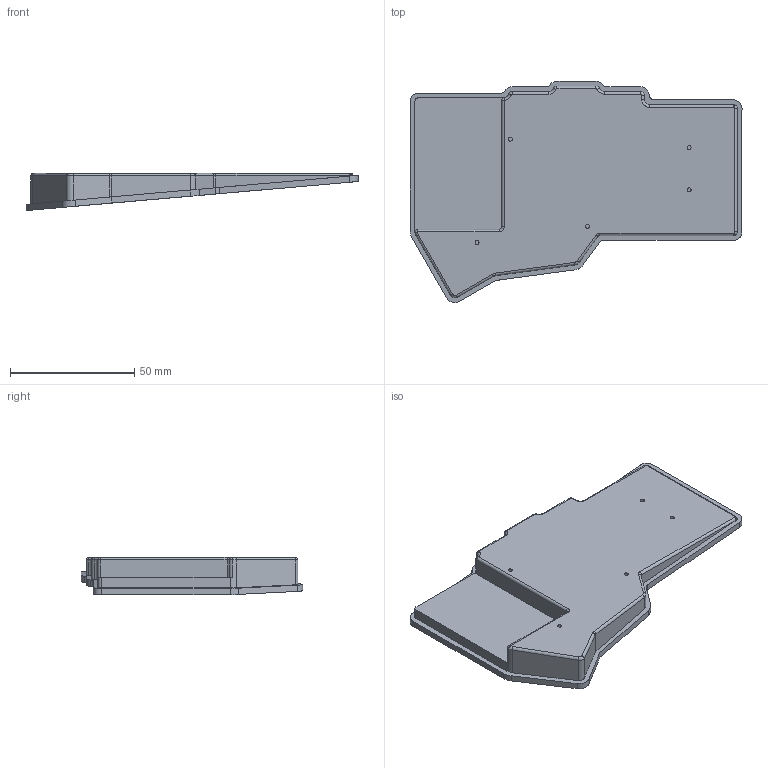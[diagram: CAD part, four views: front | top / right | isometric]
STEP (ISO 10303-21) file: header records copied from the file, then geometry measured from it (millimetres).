
FILE_DESCRIPTION(/* description */ (''),/* implementation_level */ '2;1');
FILE_NAME(/* name */ '图案',/* time_stamp */ '2023-09-01T12:30:34+08:00',/* author */ (''),/* organization */ (''),/* preprocessor_version */ 'ST-DEVELOPER v16.5',/* originating_system */ '',/* authorisation */ '');
FILE_SCHEMA (('CONFIG_CONTROL_DESIGN'));
Length unit declared in the file: millimetre
Products named in the file (1): Document
Bounding box: 133.74 x 89.19 x 14.97 mm (x, y, z)
Volume: 65567.5 mm3; surface area: 22259 mm2
Topology: 1 solids, 1 shells, 184 faces, 443 edges, 279 vertices
Faces by surface type: plane 67, bspline 65, cylinder 52
Entity records: 6791 total; most frequent: CARTESIAN_POINT 3809, ORIENTED_EDGE 886, EDGE_CURVE 443, B_SPLINE_CURVE_WITH_KNOTS 302, VERTEX_POINT 279, EDGE_LOOP 202, ADVANCED_FACE 184, FACE_OUTER_BOUND 184
